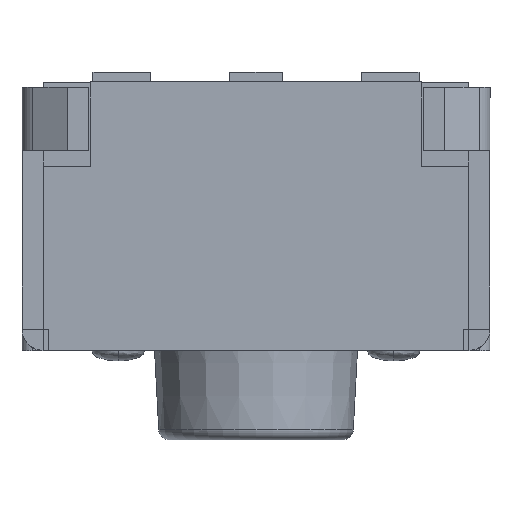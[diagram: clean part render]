
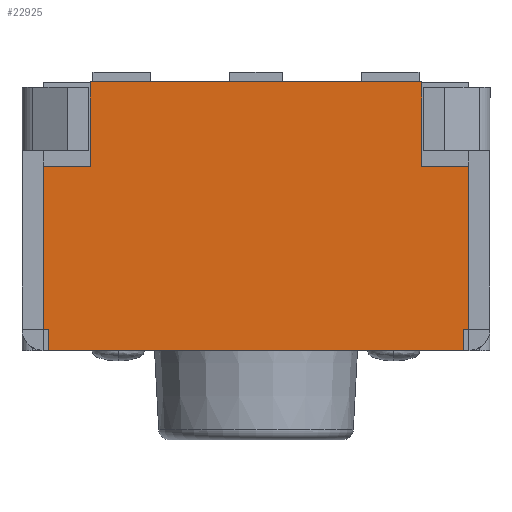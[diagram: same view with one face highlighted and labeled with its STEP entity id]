
A CAD part, top view. The second image highlights one B-rep face of the part: STEP entity #22925.
In plain terms, the highlighted planar face has unit normal (0, 0, 1).
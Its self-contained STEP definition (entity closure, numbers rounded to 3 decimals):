
#237 = CARTESIAN_POINT ( 'NONE',  ( 1.975, 0.2, 1.625 ) ) ;
#365 = ORIENTED_EDGE ( 'NONE', *, *, #4803, .F. ) ;
#370 = EDGE_LOOP ( 'NONE', ( #12182, #10276, #7514, #4278, #21328, #9038, #365, #2820, #22957, #19047, #8241, #8908 ) ) ;
#983 = VECTOR ( 'NONE', #20840, 1000. ) ;
#1145 = VERTEX_POINT ( 'NONE', #21879 ) ;
#1158 = CARTESIAN_POINT ( 'NONE',  ( 1.575, 2.55, 1.625 ) ) ;
#1765 = CARTESIAN_POINT ( 'NONE',  ( -2.025, 1.75, 1.625 ) ) ;
#2004 = CARTESIAN_POINT ( 'NONE',  ( -1.975, 10., 1.625 ) ) ;
#2430 = EDGE_CURVE ( 'NONE', #23609, #10857, #7479, .T. ) ;
#2820 = ORIENTED_EDGE ( 'NONE', *, *, #11311, .F. ) ;
#3031 = LINE ( 'NONE', #12937, #15528 ) ;
#3190 = DIRECTION ( 'NONE',  ( 1., 0., 0. ) ) ;
#4259 = CARTESIAN_POINT ( 'NONE',  ( -1.575, 1.75, 1.625 ) ) ;
#4278 = ORIENTED_EDGE ( 'NONE', *, *, #2430, .T. ) ;
#4405 = LINE ( 'NONE', #4784, #7616 ) ;
#4634 = LINE ( 'NONE', #4259, #9753 ) ;
#4784 = CARTESIAN_POINT ( 'NONE',  ( -2.025, 0., 1.625 ) ) ;
#4799 = VECTOR ( 'NONE', #9028, 1000. ) ;
#4803 = EDGE_CURVE ( 'NONE', #6846, #1145, #4405, .T. ) ;
#5652 = CARTESIAN_POINT ( 'NONE',  ( -1.575, 2.55, 1.625 ) ) ;
#5752 = DIRECTION ( 'NONE',  ( 1., 0., 0. ) ) ;
#5878 = DIRECTION ( 'NONE',  ( 0., -1., 0. ) ) ;
#6184 = CARTESIAN_POINT ( 'NONE',  ( -2.025, 0.2, 1.625 ) ) ;
#6846 = VERTEX_POINT ( 'NONE', #8579 ) ;
#7068 = CARTESIAN_POINT ( 'NONE',  ( -1.975, 0.2, 1.625 ) ) ;
#7129 = EDGE_CURVE ( 'NONE', #17692, #12419, #12805, .T. ) ;
#7479 = LINE ( 'NONE', #16759, #18698 ) ;
#7514 = ORIENTED_EDGE ( 'NONE', *, *, #18417, .F. ) ;
#7616 = VECTOR ( 'NONE', #21881, 1000. ) ;
#8101 = CARTESIAN_POINT ( 'NONE',  ( 2.025, 0.2, 1.625 ) ) ;
#8109 = EDGE_CURVE ( 'NONE', #10857, #14163, #14174, .T. ) ;
#8241 = ORIENTED_EDGE ( 'NONE', *, *, #9917, .F. ) ;
#8579 = CARTESIAN_POINT ( 'NONE',  ( 1.975, 0., 1.625 ) ) ;
#8908 = ORIENTED_EDGE ( 'NONE', *, *, #13980, .T. ) ;
#9028 = DIRECTION ( 'NONE',  ( 1., 0., 0. ) ) ;
#9038 = ORIENTED_EDGE ( 'NONE', *, *, #14707, .T. ) ;
#9753 = VECTOR ( 'NONE', #12181, 1000. ) ;
#9917 = EDGE_CURVE ( 'NONE', #15538, #17692, #11420, .T. ) ;
#10138 = VECTOR ( 'NONE', #3190, 1000. ) ;
#10276 = ORIENTED_EDGE ( 'NONE', *, *, #17117, .F. ) ;
#10382 = DIRECTION ( 'NONE',  ( 0., 1., 0. ) ) ;
#10450 = CARTESIAN_POINT ( 'NONE',  ( 2.025, 1.75, 1.625 ) ) ;
#10700 = DIRECTION ( 'NONE',  ( 0., -1., 0. ) ) ;
#10851 = VERTEX_POINT ( 'NONE', #15738 ) ;
#10857 = VERTEX_POINT ( 'NONE', #6184 ) ;
#11230 = DIRECTION ( 'NONE',  ( 0., 0., -1. ) ) ;
#11311 = EDGE_CURVE ( 'NONE', #13509, #6846, #3031, .T. ) ;
#11420 = LINE ( 'NONE', #19065, #15838 ) ;
#12181 = DIRECTION ( 'NONE',  ( 0., 1., 0. ) ) ;
#12182 = ORIENTED_EDGE ( 'NONE', *, *, #22070, .F. ) ;
#12238 = VECTOR ( 'NONE', #5752, 1000. ) ;
#12292 = CARTESIAN_POINT ( 'NONE',  ( -2.025, 0.2, 1.625 ) ) ;
#12304 = VECTOR ( 'NONE', #22204, 1000. ) ;
#12419 = VERTEX_POINT ( 'NONE', #8101 ) ;
#12608 = LINE ( 'NONE', #18617, #10138 ) ;
#12805 = LINE ( 'NONE', #20353, #983 ) ;
#12937 = CARTESIAN_POINT ( 'NONE',  ( 1.975, 10., 1.625 ) ) ;
#12947 = AXIS2_PLACEMENT_3D ( 'NONE', #15359, #11230, #20778 ) ;
#13002 = DIRECTION ( 'NONE',  ( 0., -1., 0. ) ) ;
#13113 = FACE_OUTER_BOUND ( 'NONE', #370, .T. ) ;
#13189 = LINE ( 'NONE', #2004, #22748 ) ;
#13509 = VERTEX_POINT ( 'NONE', #237 ) ;
#13980 = EDGE_CURVE ( 'NONE', #15538, #22170, #16545, .T. ) ;
#14163 = VERTEX_POINT ( 'NONE', #7068 ) ;
#14174 = LINE ( 'NONE', #12292, #12304 ) ;
#14344 = VERTEX_POINT ( 'NONE', #5652 ) ;
#14707 = EDGE_CURVE ( 'NONE', #14163, #1145, #13189, .T. ) ;
#15359 = CARTESIAN_POINT ( 'NONE',  ( -2.025, 2.55, 1.625 ) ) ;
#15528 = VECTOR ( 'NONE', #10700, 1000. ) ;
#15538 = VERTEX_POINT ( 'NONE', #22562 ) ;
#15738 = CARTESIAN_POINT ( 'NONE',  ( -1.575, 1.75, 1.625 ) ) ;
#15838 = VECTOR ( 'NONE', #22841, 1000. ) ;
#16545 = LINE ( 'NONE', #24226, #22320 ) ;
#16759 = CARTESIAN_POINT ( 'NONE',  ( -2.025, 2.55, 1.625 ) ) ;
#17117 = EDGE_CURVE ( 'NONE', #10851, #14344, #4634, .T. ) ;
#17692 = VERTEX_POINT ( 'NONE', #10450 ) ;
#18417 = EDGE_CURVE ( 'NONE', #23609, #10851, #20745, .T. ) ;
#18570 = CARTESIAN_POINT ( 'NONE',  ( -2.025, 0.2, 1.625 ) ) ;
#18617 = CARTESIAN_POINT ( 'NONE',  ( -2.025, 2.55, 1.625 ) ) ;
#18698 = VECTOR ( 'NONE', #13002, 1000. ) ;
#19047 = ORIENTED_EDGE ( 'NONE', *, *, #7129, .F. ) ;
#19065 = CARTESIAN_POINT ( 'NONE',  ( 2.025, 1.75, 1.625 ) ) ;
#20318 = EDGE_CURVE ( 'NONE', #13509, #12419, #20582, .T. ) ;
#20353 = CARTESIAN_POINT ( 'NONE',  ( 2.025, 2.55, 1.625 ) ) ;
#20582 = LINE ( 'NONE', #18570, #4799 ) ;
#20745 = LINE ( 'NONE', #1765, #12238 ) ;
#20778 = DIRECTION ( 'NONE',  ( 0., 1., 0. ) ) ;
#20840 = DIRECTION ( 'NONE',  ( 0., -1., 0. ) ) ;
#21328 = ORIENTED_EDGE ( 'NONE', *, *, #8109, .T. ) ;
#21879 = CARTESIAN_POINT ( 'NONE',  ( -1.975, 0., 1.625 ) ) ;
#21881 = DIRECTION ( 'NONE',  ( -1., 0., 0. ) ) ;
#22070 = EDGE_CURVE ( 'NONE', #14344, #22170, #12608, .T. ) ;
#22131 = CARTESIAN_POINT ( 'NONE',  ( -2.025, 1.75, 1.625 ) ) ;
#22170 = VERTEX_POINT ( 'NONE', #1158 ) ;
#22204 = DIRECTION ( 'NONE',  ( 1., 0., 0. ) ) ;
#22320 = VECTOR ( 'NONE', #10382, 1000. ) ;
#22562 = CARTESIAN_POINT ( 'NONE',  ( 1.575, 1.75, 1.625 ) ) ;
#22748 = VECTOR ( 'NONE', #5878, 1000. ) ;
#22841 = DIRECTION ( 'NONE',  ( 1., 0., 0. ) ) ;
#22925 = ADVANCED_FACE ( 'NONE', ( #13113 ), #23158, .F. ) ;
#22957 = ORIENTED_EDGE ( 'NONE', *, *, #20318, .T. ) ;
#23158 = PLANE ( 'NONE',  #12947 ) ;
#23609 = VERTEX_POINT ( 'NONE', #22131 ) ;
#24226 = CARTESIAN_POINT ( 'NONE',  ( 1.575, 1.75, 1.625 ) ) ;
